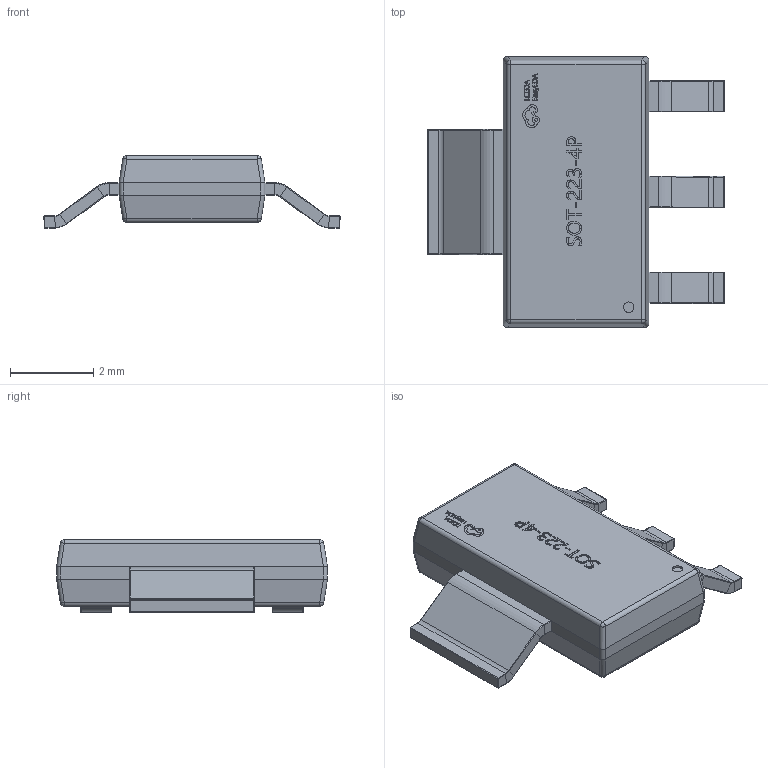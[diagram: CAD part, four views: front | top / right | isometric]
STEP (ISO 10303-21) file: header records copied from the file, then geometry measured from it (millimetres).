
FILE_DESCRIPTION(/* description */ (''),/* implementation_level */ '2;1');
FILE_NAME(/* name */ 'AMS1117.step',/* time_stamp */ '2022-10-03T19:28:04+08:00',/* author */ (''),/* organization */ (''),/* preprocessor_version */ 'ST-DEVELOPER v19',/* originating_system */ 'Autodesk Translation Framework v11.7.0.108',/* authorisation */ '');
FILE_SCHEMA (('AUTOMOTIVE_DESIGN { 1 0 10303 214 3 1 1 }'));
Length unit declared in the file: millimetre
Products named in the file (3): U4; SOT-223_L6.7-W3.5-P2.30-BR; COMPOUND (7)
Assembly tree (2 placements, depth 3):
  U4
    SOT-223_L6.7-W3.5-P2.30-BR
      COMPOUND (7)
Bounding box: 7.11 x 6.5 x 1.75 mm (x, y, z)
Volume: 38.3 mm3; surface area: 101.7 mm2
Topology: 18 solids, 18 shells, 651 faces, 1597 edges, 996 vertices
Faces by surface type: plane 328, bspline 166, cylinder 101, torus 32, sphere 24
Full cylindrical faces by diameter (mm): 0.25 x1
Entity records: 23908 total; most frequent: CARTESIAN_POINT 8610, ORIENTED_EDGE 3180, DIRECTION 2652, EDGE_CURVE 1590, LINE 1008, VECTOR 1008, VERTEX_POINT 996, AXIS2_PLACEMENT_3D 822
